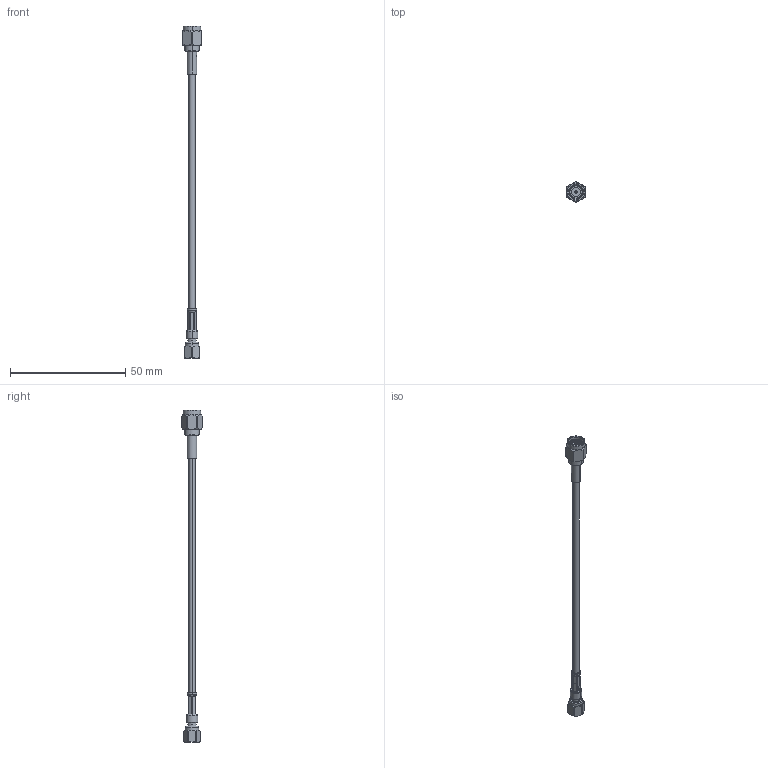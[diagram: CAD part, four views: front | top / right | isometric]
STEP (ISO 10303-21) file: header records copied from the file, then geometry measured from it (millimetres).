
FILE_DESCRIPTION (( 'STEP AP203' ), '1' );
FILE_NAME ('PE3W07493.step', '2020-09-09T16:41:29', ( '' ), ( '' ), 'SwSTEP 2.0', 'SolidWorks 2018', '' );
FILE_SCHEMA (( 'CONFIG_CONTROL_DESIGN' ));
Length unit declared in the file: inch
Products named in the file (4): PE4036^PE3W07493_solder; PE3W07493; RG174A-U^PE3W07493_RG174A-U; PE4045^PE3W07493_Crimped
Assembly tree (3 placements, depth 2):
  PE3W07493
    RG174A-U^PE3W07493_RG174A-U
    PE4036^PE3W07493_solder
    PE4045^PE3W07493_Crimped
Bounding box: 7.94 x 9.02 x 143.93 mm (x, y, z)
Volume: 1338.8 mm3; surface area: 2588.6 mm2
Topology: 6 solids, 6 shells, 291 faces, 713 edges, 454 vertices
Faces by surface type: cylinder 131, plane 82, cone 59, bspline 13, torus 6
Entity records: 13056 total; most frequent: CARTESIAN_POINT 6144, ORIENTED_EDGE 1426, DIRECTION 1268, EDGE_CURVE 713, AXIS2_PLACEMENT_3D 515, VERTEX_POINT 454, EDGE_LOOP 319, FACE_OUTER_BOUND 291
